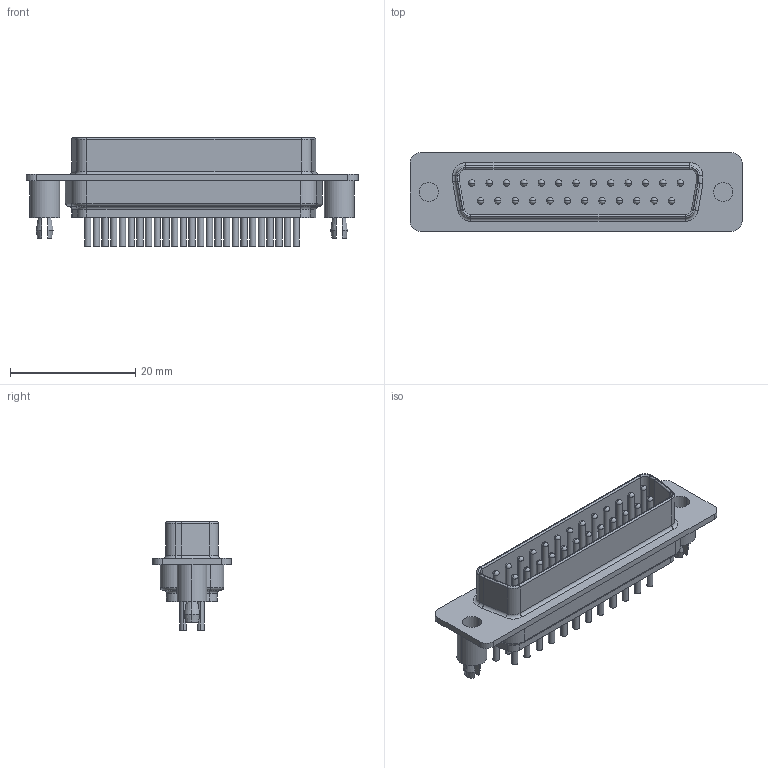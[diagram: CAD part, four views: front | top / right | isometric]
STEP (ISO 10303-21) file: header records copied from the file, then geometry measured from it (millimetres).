
FILE_DESCRIPTION (( 'STEP AP214' ), '1' );
FILE_NAME ('User Library-DB25plug_straight.STEP', '2019-09-04T06:16:40', ( '' ), ( '' ), 'SwSTEP 2.0', 'SolidWorks 2019', '' );
FILE_SCHEMA (( 'AUTOMOTIVE_DESIGN' ));
Length unit declared in the file: inch
Products named in the file (1): User Library-DB25plug_straight
Bounding box: 53.04 x 12.55 x 17.3 mm (x, y, z)
Volume: 3524.6 mm3; surface area: 4103 mm2
Topology: 1 solids, 1 shells, 306 faces, 747 edges, 454 vertices
Faces by surface type: cylinder 156, plane 66, sphere 50, torus 22, cone 12
Entity records: 12366 total; most frequent: DIRECTION 1600, CARTESIAN_POINT 1494, ORIENTED_EDGE 1294, AXIS2_PLACEMENT_3D 682, EDGE_CURVE 647, VERTEX_POINT 404, CIRCLE 375, EDGE_LOOP 367
